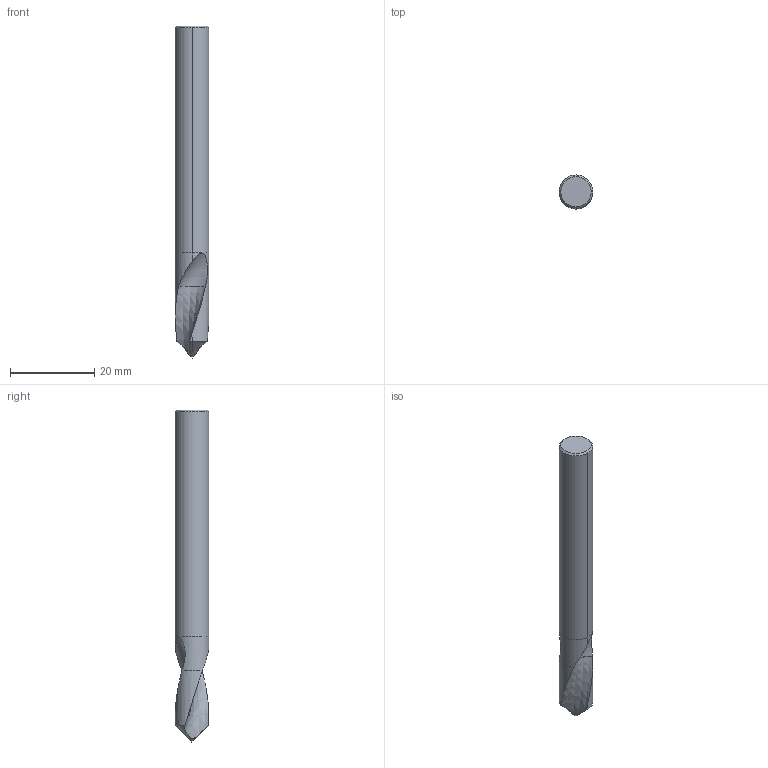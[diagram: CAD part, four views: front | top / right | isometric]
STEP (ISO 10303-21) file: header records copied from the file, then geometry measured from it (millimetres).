
FILE_DESCRIPTION(('no description'),'unknown implementation level');
FILE_NAME('11019081-Detail.stp',' ',('CIM GmbH Aachen'),('CADClick - KiM GmbH - www.kimweb.de'),'unknown preprocess','ACIS','unknown authorization');
FILE_SCHEMA(('automotive_design'));
Length unit declared in the file: millimetre
Products named in the file (2): 1; 2
Bounding box: 8 x 8 x 79 mm (x, y, z)
Volume: 3298.9 mm3; surface area: 2042.6 mm2
Topology: 2 solids, 2 shells, 21 faces, 46 edges, 27 vertices
Faces by surface type: cylinder 8, cone 6, plane 3, revolution 2, bspline 2
Entity records: 1770 total; most frequent: CARTESIAN_POINT 759, STYLED_ITEM 94, PRESENTATION_STYLE_ASSIGNMENT 94, DIRECTION 94, COLOUR_RGB 94, ORIENTED_EDGE 88, EDGE_CURVE 44, CURVE_STYLE 44
